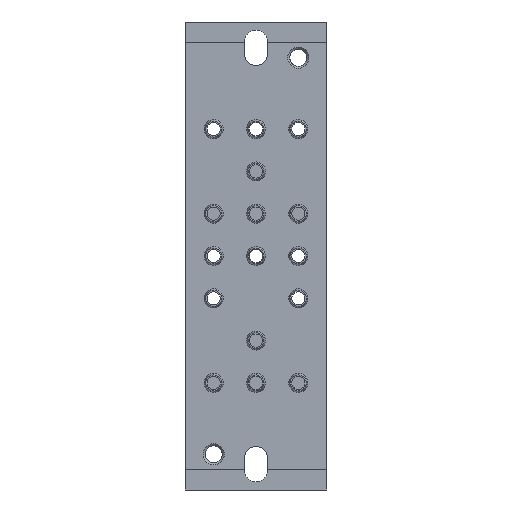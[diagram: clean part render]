
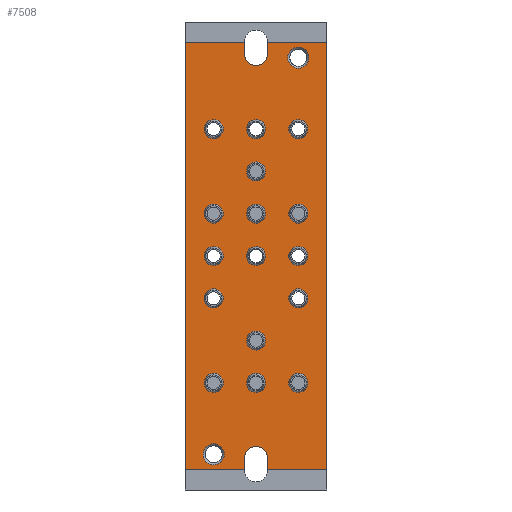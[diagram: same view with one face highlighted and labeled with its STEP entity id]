
A CAD part, front view. The second image highlights one B-rep face of the part: STEP entity #7508.
In plain terms, the highlighted planar face has unit normal (0, -1, 0).
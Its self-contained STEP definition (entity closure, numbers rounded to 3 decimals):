
#220=LINE('',#10785,#472);
#221=LINE('',#10788,#473);
#222=LINE('',#10790,#474);
#223=LINE('',#10792,#475);
#224=LINE('',#10794,#476);
#225=LINE('',#10798,#477);
#226=LINE('',#10800,#478);
#227=LINE('',#10802,#479);
#228=LINE('',#10804,#480);
#229=LINE('',#10806,#481);
#472=VECTOR('',#8852,1000.);
#473=VECTOR('',#8853,1000.);
#474=VECTOR('',#8854,1000.);
#475=VECTOR('',#8855,1000.);
#476=VECTOR('',#8856,1000.);
#477=VECTOR('',#8859,1000.);
#478=VECTOR('',#8860,1000.);
#479=VECTOR('',#8861,1000.);
#480=VECTOR('',#8862,1000.);
#481=VECTOR('',#8863,1000.);
#661=PLANE('',#7953);
#896=CIRCLE('',#7954,1.8);
#897=CIRCLE('',#7955,1.8);
#898=CIRCLE('',#7956,1.8);
#899=CIRCLE('',#7957,1.8);
#900=CIRCLE('',#7958,1.8);
#901=CIRCLE('',#7959,1.8);
#902=CIRCLE('',#7960,1.8);
#903=CIRCLE('',#7961,1.8);
#904=CIRCLE('',#7962,1.8);
#905=CIRCLE('',#7963,1.8);
#906=CIRCLE('',#7964,1.8);
#907=CIRCLE('',#7965,1.8);
#908=CIRCLE('',#7966,1.8);
#909=CIRCLE('',#7967,1.8);
#910=CIRCLE('',#7968,1.8);
#911=CIRCLE('',#7969,1.8);
#912=CIRCLE('',#7970,2.);
#913=CIRCLE('',#7971,2.);
#914=CIRCLE('',#7972,2.2);
#915=CIRCLE('',#7973,2.2);
#1346=ORIENTED_EDGE('',*,*,#2613,.F.);
#1347=ORIENTED_EDGE('',*,*,#2614,.F.);
#1348=ORIENTED_EDGE('',*,*,#2615,.F.);
#1349=ORIENTED_EDGE('',*,*,#2616,.F.);
#1350=ORIENTED_EDGE('',*,*,#2617,.F.);
#1351=ORIENTED_EDGE('',*,*,#2618,.F.);
#1352=ORIENTED_EDGE('',*,*,#2619,.F.);
#1353=ORIENTED_EDGE('',*,*,#2620,.F.);
#1354=ORIENTED_EDGE('',*,*,#2621,.F.);
#1355=ORIENTED_EDGE('',*,*,#2622,.F.);
#1356=ORIENTED_EDGE('',*,*,#2623,.F.);
#1357=ORIENTED_EDGE('',*,*,#2624,.F.);
#1358=ORIENTED_EDGE('',*,*,#2625,.F.);
#1359=ORIENTED_EDGE('',*,*,#2626,.F.);
#1360=ORIENTED_EDGE('',*,*,#2627,.F.);
#1361=ORIENTED_EDGE('',*,*,#2628,.F.);
#1362=ORIENTED_EDGE('',*,*,#2629,.F.);
#1363=ORIENTED_EDGE('',*,*,#2630,.F.);
#1364=ORIENTED_EDGE('',*,*,#2631,.T.);
#1365=ORIENTED_EDGE('',*,*,#2632,.T.);
#1366=ORIENTED_EDGE('',*,*,#2633,.T.);
#1367=ORIENTED_EDGE('',*,*,#2634,.F.);
#1368=ORIENTED_EDGE('',*,*,#2635,.T.);
#1369=ORIENTED_EDGE('',*,*,#2636,.T.);
#1370=ORIENTED_EDGE('',*,*,#2637,.T.);
#1371=ORIENTED_EDGE('',*,*,#2638,.F.);
#1372=ORIENTED_EDGE('',*,*,#2639,.F.);
#1373=ORIENTED_EDGE('',*,*,#2640,.T.);
#1374=ORIENTED_EDGE('',*,*,#2641,.T.);
#1375=ORIENTED_EDGE('',*,*,#2642,.T.);
#2613=EDGE_CURVE('',#3229,#3229,#896,.F.);
#2614=EDGE_CURVE('',#3230,#3230,#897,.F.);
#2615=EDGE_CURVE('',#3231,#3231,#898,.F.);
#2616=EDGE_CURVE('',#3232,#3232,#899,.F.);
#2617=EDGE_CURVE('',#3233,#3233,#900,.F.);
#2618=EDGE_CURVE('',#3234,#3234,#901,.F.);
#2619=EDGE_CURVE('',#3235,#3235,#902,.F.);
#2620=EDGE_CURVE('',#3236,#3236,#903,.F.);
#2621=EDGE_CURVE('',#3237,#3237,#904,.F.);
#2622=EDGE_CURVE('',#3238,#3238,#905,.F.);
#2623=EDGE_CURVE('',#3239,#3239,#906,.F.);
#2624=EDGE_CURVE('',#3240,#3240,#907,.F.);
#2625=EDGE_CURVE('',#3241,#3241,#908,.F.);
#2626=EDGE_CURVE('',#3242,#3242,#909,.F.);
#2627=EDGE_CURVE('',#3243,#3243,#910,.F.);
#2628=EDGE_CURVE('',#3244,#3244,#911,.F.);
#2629=EDGE_CURVE('',#3245,#3245,#912,.T.);
#2630=EDGE_CURVE('',#3246,#3246,#913,.T.);
#2631=EDGE_CURVE('',#3247,#3248,#220,.T.);
#2632=EDGE_CURVE('',#3248,#3249,#221,.T.);
#2633=EDGE_CURVE('',#3249,#3250,#222,.T.);
#2634=EDGE_CURVE('',#3251,#3250,#223,.T.);
#2635=EDGE_CURVE('',#3251,#3252,#224,.T.);
#2636=EDGE_CURVE('',#3252,#3253,#914,.T.);
#2637=EDGE_CURVE('',#3253,#3254,#225,.T.);
#2638=EDGE_CURVE('',#3255,#3254,#226,.T.);
#2639=EDGE_CURVE('',#3256,#3255,#227,.T.);
#2640=EDGE_CURVE('',#3256,#3257,#228,.T.);
#2641=EDGE_CURVE('',#3257,#3258,#229,.T.);
#2642=EDGE_CURVE('',#3258,#3247,#915,.T.);
#3229=VERTEX_POINT('',#10750);
#3230=VERTEX_POINT('',#10752);
#3231=VERTEX_POINT('',#10754);
#3232=VERTEX_POINT('',#10756);
#3233=VERTEX_POINT('',#10758);
#3234=VERTEX_POINT('',#10760);
#3235=VERTEX_POINT('',#10762);
#3236=VERTEX_POINT('',#10764);
#3237=VERTEX_POINT('',#10766);
#3238=VERTEX_POINT('',#10768);
#3239=VERTEX_POINT('',#10770);
#3240=VERTEX_POINT('',#10772);
#3241=VERTEX_POINT('',#10774);
#3242=VERTEX_POINT('',#10776);
#3243=VERTEX_POINT('',#10778);
#3244=VERTEX_POINT('',#10780);
#3245=VERTEX_POINT('',#10782);
#3246=VERTEX_POINT('',#10784);
#3247=VERTEX_POINT('',#10786);
#3248=VERTEX_POINT('',#10787);
#3249=VERTEX_POINT('',#10789);
#3250=VERTEX_POINT('',#10791);
#3251=VERTEX_POINT('',#10793);
#3252=VERTEX_POINT('',#10795);
#3253=VERTEX_POINT('',#10797);
#3254=VERTEX_POINT('',#10799);
#3255=VERTEX_POINT('',#10801);
#3256=VERTEX_POINT('',#10803);
#3257=VERTEX_POINT('',#10805);
#3258=VERTEX_POINT('',#10807);
#3697=EDGE_LOOP('',(#1346));
#3698=EDGE_LOOP('',(#1347));
#3699=EDGE_LOOP('',(#1348));
#3700=EDGE_LOOP('',(#1349));
#3701=EDGE_LOOP('',(#1350));
#3702=EDGE_LOOP('',(#1351));
#3703=EDGE_LOOP('',(#1352));
#3704=EDGE_LOOP('',(#1353));
#3705=EDGE_LOOP('',(#1354));
#3706=EDGE_LOOP('',(#1355));
#3707=EDGE_LOOP('',(#1356));
#3708=EDGE_LOOP('',(#1357));
#3709=EDGE_LOOP('',(#1358));
#3710=EDGE_LOOP('',(#1359));
#3711=EDGE_LOOP('',(#1360));
#3712=EDGE_LOOP('',(#1361));
#3713=EDGE_LOOP('',(#1362));
#3714=EDGE_LOOP('',(#1363));
#3715=EDGE_LOOP('',(#1364,#1365,#1366,#1367,#1368,#1369,#1370,#1371,#1372,
#1373,#1374,#1375));
#4305=FACE_BOUND('',#3697,.T.);
#4306=FACE_BOUND('',#3698,.T.);
#4307=FACE_BOUND('',#3699,.T.);
#4308=FACE_BOUND('',#3700,.T.);
#4309=FACE_BOUND('',#3701,.T.);
#4310=FACE_BOUND('',#3702,.T.);
#4311=FACE_BOUND('',#3703,.T.);
#4312=FACE_BOUND('',#3704,.T.);
#4313=FACE_BOUND('',#3705,.T.);
#4314=FACE_BOUND('',#3706,.T.);
#4315=FACE_BOUND('',#3707,.T.);
#4316=FACE_BOUND('',#3708,.T.);
#4317=FACE_BOUND('',#3709,.T.);
#4318=FACE_BOUND('',#3710,.T.);
#4319=FACE_BOUND('',#3711,.T.);
#4320=FACE_BOUND('',#3712,.T.);
#4321=FACE_BOUND('',#3713,.T.);
#4322=FACE_BOUND('',#3714,.T.);
#4323=FACE_BOUND('',#3715,.T.);
#7508=ADVANCED_FACE('',(#4305,#4306,#4307,#4308,#4309,#4310,#4311,#4312,
#4313,#4314,#4315,#4316,#4317,#4318,#4319,#4320,#4321,#4322,#4323),#661,
 .F.);
#7953=AXIS2_PLACEMENT_3D('',#10748,#8814,#8815);
#7954=AXIS2_PLACEMENT_3D('',#10749,#8816,#8817);
#7955=AXIS2_PLACEMENT_3D('',#10751,#8818,#8819);
#7956=AXIS2_PLACEMENT_3D('',#10753,#8820,#8821);
#7957=AXIS2_PLACEMENT_3D('',#10755,#8822,#8823);
#7958=AXIS2_PLACEMENT_3D('',#10757,#8824,#8825);
#7959=AXIS2_PLACEMENT_3D('',#10759,#8826,#8827);
#7960=AXIS2_PLACEMENT_3D('',#10761,#8828,#8829);
#7961=AXIS2_PLACEMENT_3D('',#10763,#8830,#8831);
#7962=AXIS2_PLACEMENT_3D('',#10765,#8832,#8833);
#7963=AXIS2_PLACEMENT_3D('',#10767,#8834,#8835);
#7964=AXIS2_PLACEMENT_3D('',#10769,#8836,#8837);
#7965=AXIS2_PLACEMENT_3D('',#10771,#8838,#8839);
#7966=AXIS2_PLACEMENT_3D('',#10773,#8840,#8841);
#7967=AXIS2_PLACEMENT_3D('',#10775,#8842,#8843);
#7968=AXIS2_PLACEMENT_3D('',#10777,#8844,#8845);
#7969=AXIS2_PLACEMENT_3D('',#10779,#8846,#8847);
#7970=AXIS2_PLACEMENT_3D('',#10781,#8848,#8849);
#7971=AXIS2_PLACEMENT_3D('',#10783,#8850,#8851);
#7972=AXIS2_PLACEMENT_3D('',#10796,#8857,#8858);
#7973=AXIS2_PLACEMENT_3D('',#10808,#8864,#8865);
#8814=DIRECTION('',(0.,1.,0.));
#8815=DIRECTION('',(0.,0.,1.));
#8816=DIRECTION('',(0.,1.,0.));
#8817=DIRECTION('',(0.,0.,1.));
#8818=DIRECTION('',(0.,1.,0.));
#8819=DIRECTION('',(0.,0.,1.));
#8820=DIRECTION('',(0.,1.,0.));
#8821=DIRECTION('',(0.,0.,1.));
#8822=DIRECTION('',(0.,1.,0.));
#8823=DIRECTION('',(0.,0.,1.));
#8824=DIRECTION('',(0.,1.,0.));
#8825=DIRECTION('',(0.,0.,1.));
#8826=DIRECTION('',(0.,1.,0.));
#8827=DIRECTION('',(0.,0.,1.));
#8828=DIRECTION('',(0.,1.,0.));
#8829=DIRECTION('',(0.,0.,1.));
#8830=DIRECTION('',(0.,1.,0.));
#8831=DIRECTION('',(0.,0.,1.));
#8832=DIRECTION('',(0.,1.,0.));
#8833=DIRECTION('',(0.,0.,1.));
#8834=DIRECTION('',(0.,1.,0.));
#8835=DIRECTION('',(0.,0.,1.));
#8836=DIRECTION('',(0.,1.,0.));
#8837=DIRECTION('',(0.,0.,1.));
#8838=DIRECTION('',(0.,1.,0.));
#8839=DIRECTION('',(0.,0.,1.));
#8840=DIRECTION('',(0.,1.,0.));
#8841=DIRECTION('',(0.,0.,1.));
#8842=DIRECTION('',(0.,1.,0.));
#8843=DIRECTION('',(0.,0.,1.));
#8844=DIRECTION('',(0.,1.,0.));
#8845=DIRECTION('',(0.,0.,1.));
#8846=DIRECTION('',(0.,1.,0.));
#8847=DIRECTION('',(0.,0.,1.));
#8848=DIRECTION('',(0.,-1.,0.));
#8849=DIRECTION('',(0.,0.,-1.));
#8850=DIRECTION('',(0.,-1.,0.));
#8851=DIRECTION('',(0.,0.,-1.));
#8852=DIRECTION('',(0.,0.,1.));
#8853=DIRECTION('',(-1.,0.,0.));
#8854=DIRECTION('',(0.,0.,-1.));
#8855=DIRECTION('',(-1.,0.,0.));
#8856=DIRECTION('',(0.,0.,1.));
#8857=DIRECTION('',(0.,1.,0.));
#8858=DIRECTION('',(1.,0.,0.));
#8859=DIRECTION('',(0.,0.,-1.));
#8860=DIRECTION('',(-1.,0.,0.));
#8861=DIRECTION('',(0.,0.,-1.));
#8862=DIRECTION('',(-1.,0.,0.));
#8863=DIRECTION('',(0.,0.,-1.));
#8864=DIRECTION('',(0.,1.,0.));
#8865=DIRECTION('',(1.,0.,0.));
#10748=CARTESIAN_POINT('',(13.4,0.,40.4));
#10749=CARTESIAN_POINT('',(-8.,0.,0.));
#10750=CARTESIAN_POINT('',(-8.,0.,1.8));
#10751=CARTESIAN_POINT('',(8.,0.,0.));
#10752=CARTESIAN_POINT('',(8.,0.,1.8));
#10753=CARTESIAN_POINT('',(-8.,0.,24.));
#10754=CARTESIAN_POINT('',(-8.,0.,25.8));
#10755=CARTESIAN_POINT('',(8.,0.,24.));
#10756=CARTESIAN_POINT('',(8.,0.,25.8));
#10757=CARTESIAN_POINT('',(-8.,0.,8.));
#10758=CARTESIAN_POINT('',(-8.,0.,9.8));
#10759=CARTESIAN_POINT('',(8.,0.,8.));
#10760=CARTESIAN_POINT('',(8.,0.,9.8));
#10761=CARTESIAN_POINT('',(-8.,0.,-8.));
#10762=CARTESIAN_POINT('',(-8.,0.,-6.2));
#10763=CARTESIAN_POINT('',(8.,0.,-8.));
#10764=CARTESIAN_POINT('',(8.,0.,-6.2));
#10765=CARTESIAN_POINT('',(8.,0.,-24.));
#10766=CARTESIAN_POINT('',(8.,0.,-22.2));
#10767=CARTESIAN_POINT('',(-8.,0.,-24.));
#10768=CARTESIAN_POINT('',(-8.,0.,-22.2));
#10769=CARTESIAN_POINT('',(0.,0.,-24.));
#10770=CARTESIAN_POINT('',(0.,0.,-22.2));
#10771=CARTESIAN_POINT('',(0.,0.,-16.));
#10772=CARTESIAN_POINT('',(0.,0.,-14.2));
#10773=CARTESIAN_POINT('',(0.,0.,8.));
#10774=CARTESIAN_POINT('',(0.,0.,9.8));
#10775=CARTESIAN_POINT('',(0.,0.,0.));
#10776=CARTESIAN_POINT('',(0.,0.,1.8));
#10777=CARTESIAN_POINT('',(0.,0.,16.));
#10778=CARTESIAN_POINT('',(0.,0.,17.8));
#10779=CARTESIAN_POINT('',(0.,0.,24.));
#10780=CARTESIAN_POINT('',(0.,0.,25.8));
#10781=CARTESIAN_POINT('',(8.,0.,37.5));
#10782=CARTESIAN_POINT('',(8.,0.,35.5));
#10783=CARTESIAN_POINT('',(-8.,0.,-37.5));
#10784=CARTESIAN_POINT('',(-8.,0.,-39.5));
#10785=CARTESIAN_POINT('',(-2.2,0.,38.2));
#10786=CARTESIAN_POINT('',(-2.2,0.,38.2));
#10787=CARTESIAN_POINT('',(-2.2,0.,40.4));
#10788=CARTESIAN_POINT('',(13.4,0.,40.4));
#10789=CARTESIAN_POINT('',(-13.4,0.,40.4));
#10790=CARTESIAN_POINT('',(-13.4,0.,40.4));
#10791=CARTESIAN_POINT('',(-13.4,0.,-40.4));
#10792=CARTESIAN_POINT('',(13.4,0.,-40.4));
#10793=CARTESIAN_POINT('',(-2.2,0.,-40.4));
#10794=CARTESIAN_POINT('',(-2.2,0.,-40.5));
#10795=CARTESIAN_POINT('',(-2.2,0.,-38.2));
#10796=CARTESIAN_POINT('',(0.,0.,-38.2));
#10797=CARTESIAN_POINT('',(2.2,0.,-38.2));
#10798=CARTESIAN_POINT('',(2.2,0.,-38.2));
#10799=CARTESIAN_POINT('',(2.2,0.,-40.4));
#10800=CARTESIAN_POINT('',(13.4,0.,-40.4));
#10801=CARTESIAN_POINT('',(13.4,0.,-40.4));
#10802=CARTESIAN_POINT('',(13.4,0.,40.4));
#10803=CARTESIAN_POINT('',(13.4,0.,40.4));
#10804=CARTESIAN_POINT('',(13.4,0.,40.4));
#10805=CARTESIAN_POINT('',(2.2,0.,40.4));
#10806=CARTESIAN_POINT('',(2.2,0.,40.5));
#10807=CARTESIAN_POINT('',(2.2,0.,38.2));
#10808=CARTESIAN_POINT('',(0.,0.,38.2));
